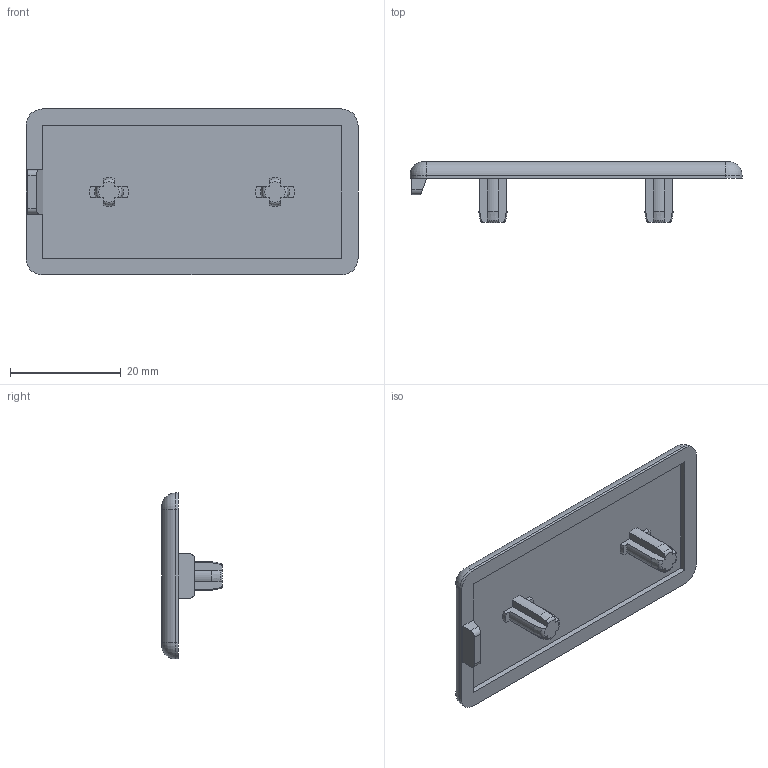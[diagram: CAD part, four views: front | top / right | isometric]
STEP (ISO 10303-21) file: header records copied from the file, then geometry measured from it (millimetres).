
FILE_DESCRIPTION(/* description */ ('STEP AP214'),/* implementation_level */ '2;1');
FILE_NAME(/* name */ '091185(high)',/* time_stamp */ '2025-09-24T13:27:39+02:00',/* author */ ('License CC BY-ND 4.0'),/* organization */ ('CADENAS'),/* preprocessor_version */ 'ST-DEVELOPER v19.3',/* originating_system */ 'PARTsolutions',/* authorisation */ ' ');
FILE_SCHEMA (('AUTOMOTIVE_DESIGN {1 0 10303 214 3 1 1}'));
Length unit declared in the file: millimetre
Products named in the file (1): 091185(high)
Bounding box: 60 x 11 x 30 mm (x, y, z)
Volume: 4194.5 mm3; surface area: 4467.4 mm2
Topology: 1 solids, 1 shells, 80 faces, 215 edges, 140 vertices
Faces by surface type: plane 38, cylinder 22, torus 12, cone 8
Entity records: 2565 total; most frequent: CARTESIAN_POINT 532, ORIENTED_EDGE 430, DIRECTION 409, EDGE_CURVE 215, AXIS2_PLACEMENT_3D 145, VERTEX_POINT 140, LINE 119, VECTOR 119
